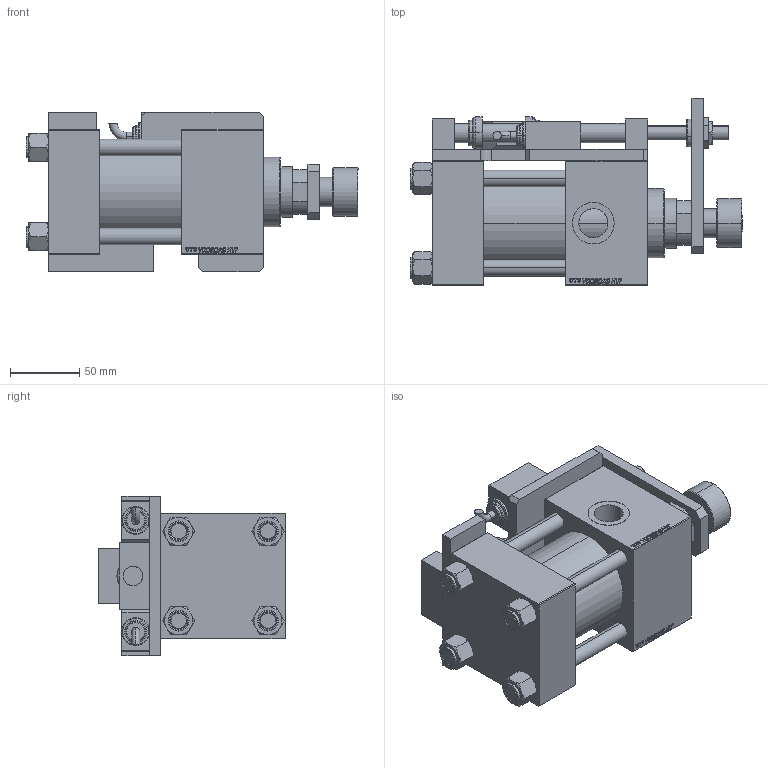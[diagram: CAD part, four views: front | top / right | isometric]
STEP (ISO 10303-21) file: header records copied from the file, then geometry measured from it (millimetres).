
FILE_DESCRIPTION (( 'STEP AP203' ), '1' );
FILE_NAME ('4747.STEP', '2024-01-08T13:35:07', ( '' ), ( '' ), 'SwSTEP 2.0', 'SolidWorks 2019', '' );
FILE_SCHEMA (( 'CONFIG_CONTROL_DESIGN' ));
Length unit declared in the file: millimetre
Products named in the file (17): V215CD_VC_C f01031405801e172ef79f39248d9c5c0; V215CD_SWITCH_Q_MAGNET f01031405801e172ef79f39248d9c5c0; V215CD_SWITCH_Q_PODLOZKA_BACK f01031405801e172ef79f39248d9c5c0; V215CD_SWITCH_Q_SWITCH f01031405801e172ef79f39248d9c5c0; V215CD_SWITCH_Q_PODLOZKA_FRONT f01031405801e172ef79f39248d9c5c0; 4747; V215CR_ROD_END_F f01031405801e172ef79f39248d9c5c0; V215CD_SWITCH_Q_DIMA f01031405801e172ef79f39248d9c5c0; V215CD_SWITCH_Q_NUT f01031405801e172ef79f39248d9c5c0; V215CD_Body_C f01031405801e172ef79f39248d9c5c0; NUT_M5_V215CD_C f01031405801e172ef79f39248d9c5c0; V215CD_SWITCH_Q_BLOK f01031405801e172ef79f39248d9c5c0; V215CD_SWITCH_Q_TYC f01031405801e172ef79f39248d9c5c0; V215CD_SWITCH_Q_NUT10 f01031405801e172ef79f39248d9c5c0; V215CD_VCP_C f01031405801e172ef79f39248d9c5c0; V215CD_SWITCH_Q_ZARAZKA f01031405801e172ef79f39248d9c5c0; V215CD_C_TYCINKA f01031405801e172ef79f39248d9c5c0
Assembly tree (25 placements, depth 2):
  4747
    V215CD_Body_C f01031405801e172ef79f39248d9c5c0
    V215CD_VC_C f01031405801e172ef79f39248d9c5c0
    V215CD_VCP_C f01031405801e172ef79f39248d9c5c0
    V215CD_C_TYCINKA f01031405801e172ef79f39248d9c5c0  x4
    NUT_M5_V215CD_C f01031405801e172ef79f39248d9c5c0  x4
    V215CR_ROD_END_F f01031405801e172ef79f39248d9c5c0
    V215CD_SWITCH_Q_PODLOZKA_BACK f01031405801e172ef79f39248d9c5c0
    V215CD_SWITCH_Q_PODLOZKA_FRONT f01031405801e172ef79f39248d9c5c0
    V215CD_SWITCH_Q_DIMA f01031405801e172ef79f39248d9c5c0
    V215CD_SWITCH_Q_BLOK f01031405801e172ef79f39248d9c5c0  x2
    V215CD_SWITCH_Q_TYC f01031405801e172ef79f39248d9c5c0
    V215CD_SWITCH_Q_NUT f01031405801e172ef79f39248d9c5c0
    V215CD_SWITCH_Q_NUT10 f01031405801e172ef79f39248d9c5c0
    V215CD_SWITCH_Q_ZARAZKA f01031405801e172ef79f39248d9c5c0
    V215CD_SWITCH_Q_SWITCH f01031405801e172ef79f39248d9c5c0  x2
    V215CD_SWITCH_Q_MAGNET f01031405801e172ef79f39248d9c5c0  x2
Bounding box: 239 x 135 x 115 mm (x, y, z)
Volume: 1254768.1 mm3; surface area: 274705.1 mm2
Topology: 25 solids, 25 shells, 1391 faces, 3418 edges, 2212 vertices
Faces by surface type: plane 651, bspline 392, cylinder 159, cone 149, torus 40
Entity records: 56366 total; most frequent: CARTESIAN_POINT 28022, ORIENTED_EDGE 6004, DIRECTION 4195, EDGE_CURVE 3002, VERTEX_POINT 1964, VECTOR 1805, LINE 1805, EDGE_LOOP 1356
